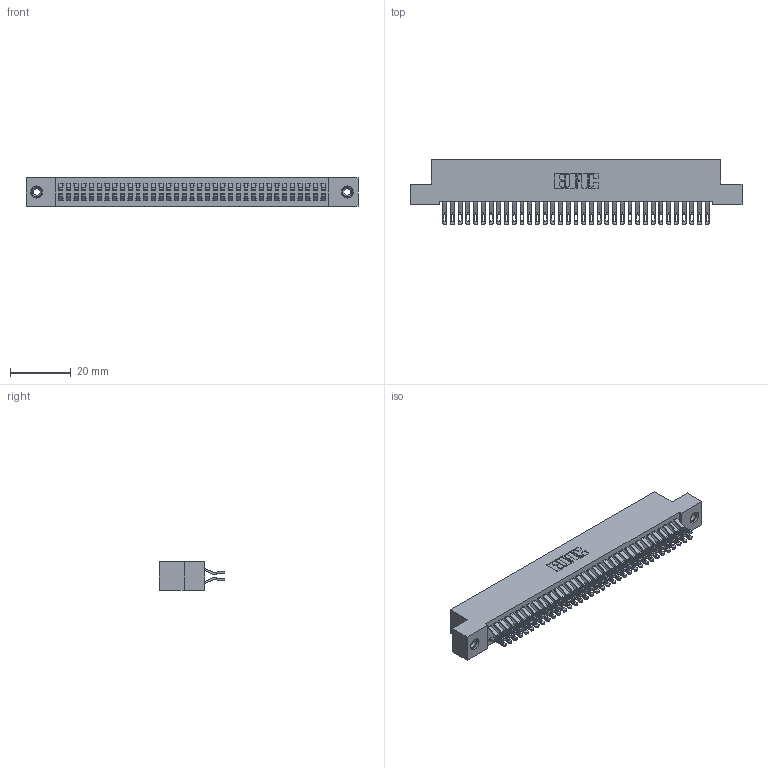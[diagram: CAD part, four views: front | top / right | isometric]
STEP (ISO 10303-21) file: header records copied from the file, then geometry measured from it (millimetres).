
FILE_DESCRIPTION (( 'STEP AP203' ), '1' );
FILE_NAME ('342-070-555-208.STEP', '2019-10-03T16:12:01', ( '' ), ( '' ), 'SwSTEP 2.0', 'SolidWorks 2016', '' );
FILE_SCHEMA (( 'CONFIG_CONTROL_DESIGN' ));
Length unit declared in the file: inch
Products named in the file (4): 342-070-555-208; 342 Part_TI; 345-292-001_555 Tail; 345-250-001_345-250-003-102
Assembly tree (73 placements, depth 2):
  342-070-555-208
    342 Part_TI
    345-292-001_555 Tail  x70
    345-250-001_345-250-003-102  x2
Bounding box: 109.22 x 21.47 x 9.4 mm (x, y, z)
Volume: 9969.1 mm3; surface area: 16742.3 mm2
Topology: 73 solids, 73 shells, 4230 faces, 13245 edges, 8822 vertices
Faces by surface type: plane 2478, cylinder 1736, cone 12, torus 4
Entity records: 24802 total; most frequent: CARTESIAN_POINT 4135, ORIENTED_EDGE 4034, DIRECTION 3547, EDGE_CURVE 2017, VECTOR 1849, LINE 1849, VERTEX_POINT 1340, AXIS2_PLACEMENT_3D 849
